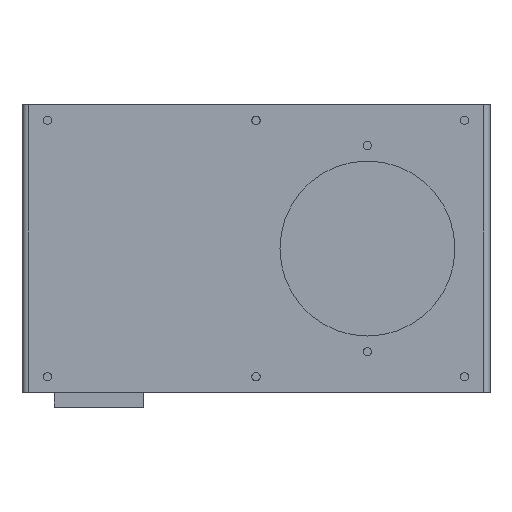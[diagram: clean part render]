
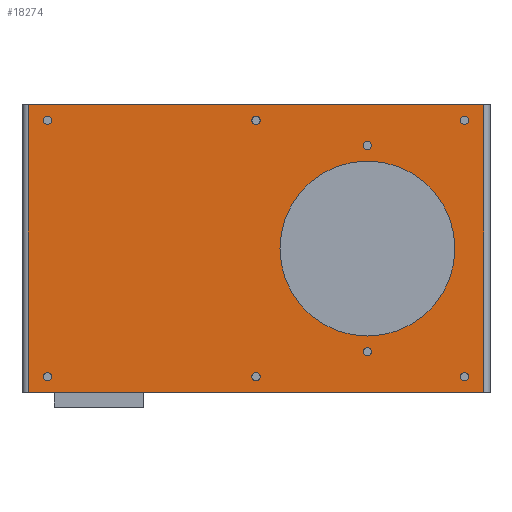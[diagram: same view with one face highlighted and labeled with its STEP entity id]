
A CAD part, top view. The second image highlights one B-rep face of the part: STEP entity #18274.
In plain terms, the highlighted face is planar.
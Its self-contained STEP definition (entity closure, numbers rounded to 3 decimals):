
#660=CIRCLE('',#24649,2.2);
#661=CIRCLE('',#24650,2.2);
#662=CIRCLE('',#24651,2.2);
#663=CIRCLE('',#24652,2.2);
#664=CIRCLE('',#24653,2.2);
#665=CIRCLE('',#24654,2.2);
#666=CIRCLE('',#24655,2.2);
#667=CIRCLE('',#24656,2.2);
#668=CIRCLE('',#24657,47.1);
#1413=ORIENTED_EDGE('',*,*,#6429,.F.);
#1414=ORIENTED_EDGE('',*,*,#6430,.F.);
#1415=ORIENTED_EDGE('',*,*,#6431,.T.);
#1416=ORIENTED_EDGE('',*,*,#6432,.T.);
#1417=ORIENTED_EDGE('',*,*,#6433,.T.);
#1418=ORIENTED_EDGE('',*,*,#6434,.T.);
#1419=ORIENTED_EDGE('',*,*,#6435,.T.);
#1420=ORIENTED_EDGE('',*,*,#6436,.T.);
#1421=ORIENTED_EDGE('',*,*,#6437,.F.);
#1422=ORIENTED_EDGE('',*,*,#6411,.T.);
#1423=ORIENTED_EDGE('',*,*,#6438,.T.);
#1424=ORIENTED_EDGE('',*,*,#6417,.T.);
#1425=ORIENTED_EDGE('',*,*,#6439,.T.);
#6411=EDGE_CURVE('',#8953,#8952,#10723,.T.);
#6417=EDGE_CURVE('',#8958,#8959,#10727,.T.);
#6429=EDGE_CURVE('',#8970,#8970,#660,.T.);
#6430=EDGE_CURVE('',#8971,#8971,#661,.T.);
#6431=EDGE_CURVE('',#8972,#8972,#662,.F.);
#6432=EDGE_CURVE('',#8973,#8973,#663,.F.);
#6433=EDGE_CURVE('',#8974,#8974,#664,.F.);
#6434=EDGE_CURVE('',#8975,#8975,#665,.F.);
#6435=EDGE_CURVE('',#8976,#8976,#666,.F.);
#6436=EDGE_CURVE('',#8977,#8977,#667,.F.);
#6437=EDGE_CURVE('',#8978,#8978,#668,.T.);
#6438=EDGE_CURVE('',#8952,#8958,#10735,.T.);
#6439=EDGE_CURVE('',#8959,#8953,#10736,.T.);
#8952=VERTEX_POINT('',#30943);
#8953=VERTEX_POINT('',#30945);
#8958=VERTEX_POINT('',#30957);
#8959=VERTEX_POINT('',#30958);
#8970=VERTEX_POINT('',#30982);
#8971=VERTEX_POINT('',#30984);
#8972=VERTEX_POINT('',#30986);
#8973=VERTEX_POINT('',#30988);
#8974=VERTEX_POINT('',#30990);
#8975=VERTEX_POINT('',#30992);
#8976=VERTEX_POINT('',#30994);
#8977=VERTEX_POINT('',#30996);
#8978=VERTEX_POINT('',#30998);
#10723=LINE('',#30944,#12846);
#10727=LINE('',#30956,#12850);
#10735=LINE('',#30999,#12858);
#10736=LINE('',#31000,#12859);
#12846=VECTOR('',#26234,1000.);
#12850=VECTOR('',#26244,1000.);
#12858=VECTOR('',#26280,1000.);
#12859=VECTOR('',#26281,1000.);
#14979=EDGE_LOOP('',(#1413));
#14980=EDGE_LOOP('',(#1414));
#14981=EDGE_LOOP('',(#1415));
#14982=EDGE_LOOP('',(#1416));
#14983=EDGE_LOOP('',(#1417));
#14984=EDGE_LOOP('',(#1418));
#14985=EDGE_LOOP('',(#1419));
#14986=EDGE_LOOP('',(#1420));
#14987=EDGE_LOOP('',(#1421));
#14988=EDGE_LOOP('',(#1422,#1423,#1424,#1425));
#16239=FACE_BOUND('',#14979,.T.);
#16240=FACE_BOUND('',#14980,.T.);
#16241=FACE_BOUND('',#14981,.T.);
#16242=FACE_BOUND('',#14982,.T.);
#16243=FACE_BOUND('',#14983,.T.);
#16244=FACE_BOUND('',#14984,.T.);
#16245=FACE_BOUND('',#14985,.T.);
#16246=FACE_BOUND('',#14986,.T.);
#16247=FACE_BOUND('',#14987,.T.);
#16248=FACE_BOUND('',#14988,.T.);
#17391=PLANE('',#24648);
#18274=ADVANCED_FACE('',(#16239,#16240,#16241,#16242,#16243,#16244,#16245,
#16246,#16247,#16248),#17391,.T.);
#24648=AXIS2_PLACEMENT_3D('',#30980,#26260,#26261);
#24649=AXIS2_PLACEMENT_3D('',#30981,#26262,#26263);
#24650=AXIS2_PLACEMENT_3D('',#30983,#26264,#26265);
#24651=AXIS2_PLACEMENT_3D('',#30985,#26266,#26267);
#24652=AXIS2_PLACEMENT_3D('',#30987,#26268,#26269);
#24653=AXIS2_PLACEMENT_3D('',#30989,#26270,#26271);
#24654=AXIS2_PLACEMENT_3D('',#30991,#26272,#26273);
#24655=AXIS2_PLACEMENT_3D('',#30993,#26274,#26275);
#24656=AXIS2_PLACEMENT_3D('',#30995,#26276,#26277);
#24657=AXIS2_PLACEMENT_3D('',#30997,#26278,#26279);
#26234=DIRECTION('',(-1.,0.,0.));
#26244=DIRECTION('',(1.,0.,0.));
#26260=DIRECTION('',(0.,0.,-1.));
#26261=DIRECTION('',(-1.,0.,0.));
#26262=DIRECTION('',(0.,0.,-1.));
#26263=DIRECTION('',(1.,0.,0.));
#26264=DIRECTION('',(0.,0.,-1.));
#26265=DIRECTION('',(1.,0.,0.));
#26266=DIRECTION('',(0.,0.,-1.));
#26267=DIRECTION('',(-1.,0.,0.));
#26268=DIRECTION('',(0.,0.,-1.));
#26269=DIRECTION('',(-1.,0.,0.));
#26270=DIRECTION('',(0.,0.,-1.));
#26271=DIRECTION('',(-1.,0.,0.));
#26272=DIRECTION('',(0.,0.,-1.));
#26273=DIRECTION('',(-1.,0.,0.));
#26274=DIRECTION('',(0.,0.,-1.));
#26275=DIRECTION('',(-1.,0.,0.));
#26276=DIRECTION('',(0.,0.,-1.));
#26277=DIRECTION('',(-1.,0.,0.));
#26278=DIRECTION('',(0.,0.,-1.));
#26279=DIRECTION('',(-1.,0.,0.));
#26280=DIRECTION('',(0.,1.,0.));
#26281=DIRECTION('',(0.,-1.,0.));
#30943=CARTESIAN_POINT('',(-122.5,-77.5,0.));
#30944=CARTESIAN_POINT('',(125.,-77.5,0.));
#30945=CARTESIAN_POINT('',(122.5,-77.5,0.));
#30956=CARTESIAN_POINT('',(-125.,77.5,0.));
#30957=CARTESIAN_POINT('',(-122.5,77.5,0.));
#30958=CARTESIAN_POINT('',(122.5,77.5,0.));
#30980=CARTESIAN_POINT('',(0.,0.,0.));
#30981=CARTESIAN_POINT('',(60.,-55.5,0.));
#30982=CARTESIAN_POINT('',(62.2,-55.5,0.));
#30983=CARTESIAN_POINT('',(60.,55.5,0.));
#30984=CARTESIAN_POINT('',(62.2,55.5,0.));
#30985=CARTESIAN_POINT('',(112.26,69.,0.));
#30986=CARTESIAN_POINT('',(110.06,69.,0.));
#30987=CARTESIAN_POINT('',(-112.26,69.,0.));
#30988=CARTESIAN_POINT('',(-114.46,69.,0.));
#30989=CARTESIAN_POINT('',(0.,69.,0.));
#30990=CARTESIAN_POINT('',(-2.2,69.,0.));
#30991=CARTESIAN_POINT('',(112.26,-69.,0.));
#30992=CARTESIAN_POINT('',(110.06,-69.,0.));
#30993=CARTESIAN_POINT('',(-112.26,-69.,0.));
#30994=CARTESIAN_POINT('',(-114.46,-69.,0.));
#30995=CARTESIAN_POINT('',(0.,-69.,0.));
#30996=CARTESIAN_POINT('',(-2.2,-69.,0.));
#30997=CARTESIAN_POINT('',(60.,0.,0.));
#30998=CARTESIAN_POINT('',(12.9,0.,0.));
#30999=CARTESIAN_POINT('',(-122.5,-77.5,0.));
#31000=CARTESIAN_POINT('',(122.5,77.5,0.));
